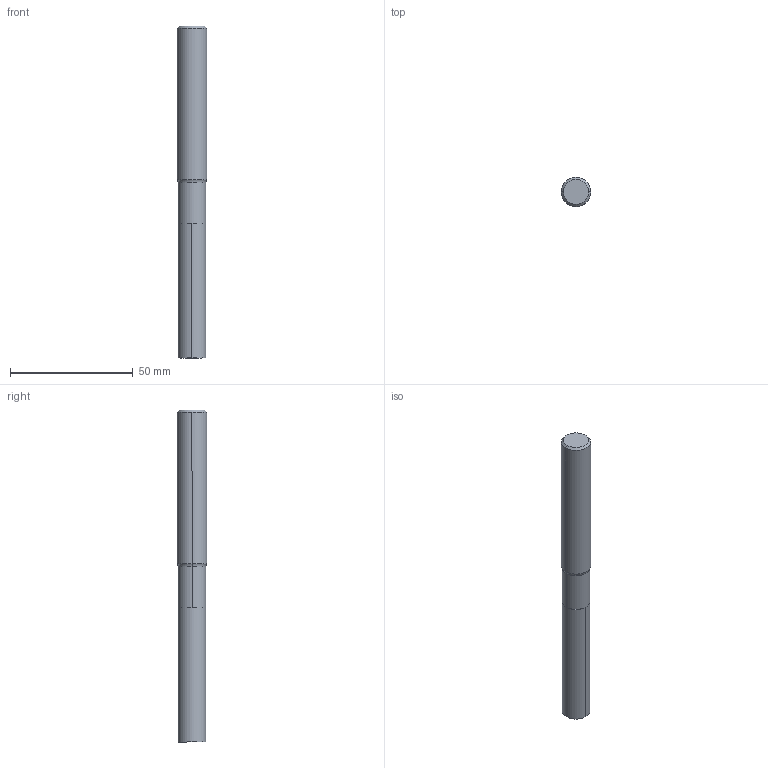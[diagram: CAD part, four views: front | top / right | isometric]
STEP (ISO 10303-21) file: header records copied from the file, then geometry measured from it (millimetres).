
FILE_DESCRIPTION (( 'STEP AP203' ), '1' );
FILE_NAME ('67900.STEP', '2024-04-19T16:57:50', ( '' ), ( '' ), 'SwSTEP 2.0', 'SolidWorks 2023', '' );
FILE_SCHEMA (( 'CONFIG_CONTROL_DESIGN' ));
Length unit declared in the file: inch
Products named in the file (1): 67900
Bounding box: 12 x 12 x 135 mm (x, y, z)
Volume: 14199.3 mm3; surface area: 5298.2 mm2
Topology: 2 solids, 2 shells, 16 faces, 28 edges, 16 vertices
Faces by surface type: cylinder 6, plane 4, cone 4, torus 2
Entity records: 463 total; most frequent: DIRECTION 80, CARTESIAN_POINT 61, ORIENTED_EDGE 56, AXIS2_PLACEMENT_3D 35, EDGE_CURVE 28, CIRCLE 18, FACE_OUTER_BOUND 16, VERTEX_POINT 16
